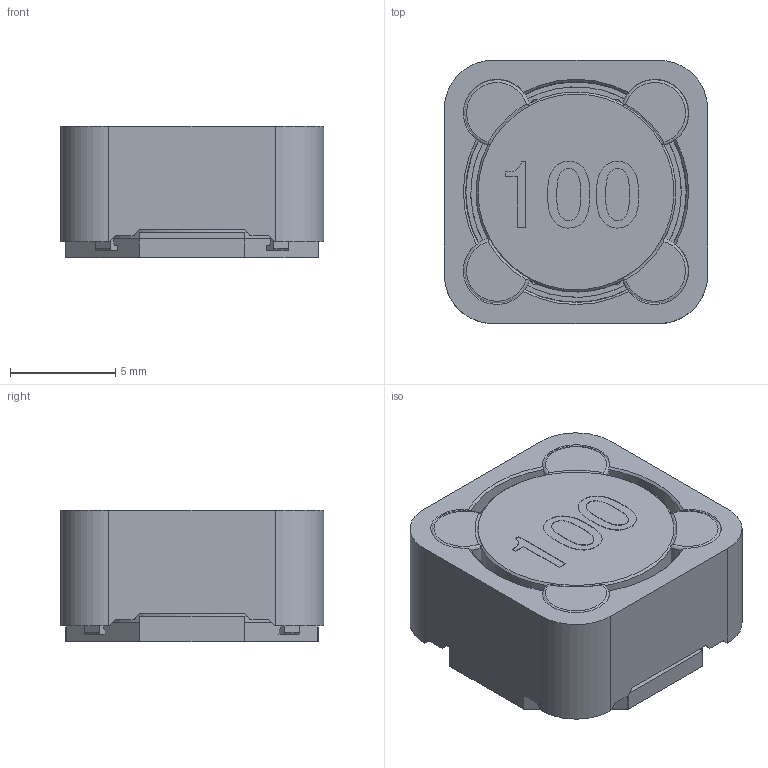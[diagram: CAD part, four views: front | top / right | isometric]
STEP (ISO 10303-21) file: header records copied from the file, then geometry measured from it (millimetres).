
FILE_DESCRIPTION( ('This file contains a STEP AP42 implementation' ,'as created by ZW3D STEP Interface translator.') ,'2;1' );
FILE_NAME( 'ASS1260-F.stp' ,'14 320.103955', (''), ('ZWCAD Software Co.'), 'Version 1.0', 'ZW3D to STEP translator', '' );
FILE_SCHEMA( ('CONFIG_CONTROL_DESIGN') );
Length unit declared in the file: millimetre
Products named in the file (1): 0
Bounding box: 12.5 x 12.5 x 6.25 mm (x, y, z)
Volume: 603.6 mm3; surface area: 1760.4 mm2
Topology: 15 solids, 29 shells, 378 faces, 988 edges, 647 vertices
Faces by surface type: bspline 378
Entity records: 74981 total; most frequent: CARTESIAN_POINT 69049, ORIENTED_EDGE 1952, EDGE_CURVE 988, B_SPLINE_CURVE_WITH_KNOTS 813, VERTEX_POINT 647, EDGE_LOOP 399, FACE_OUTER_BOUND 378, ADVANCED_FACE 378
